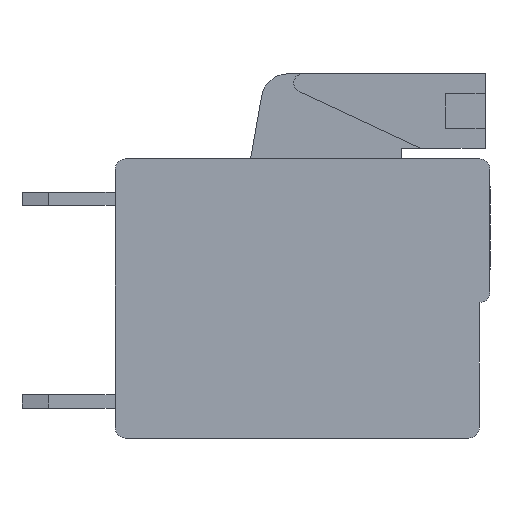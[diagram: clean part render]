
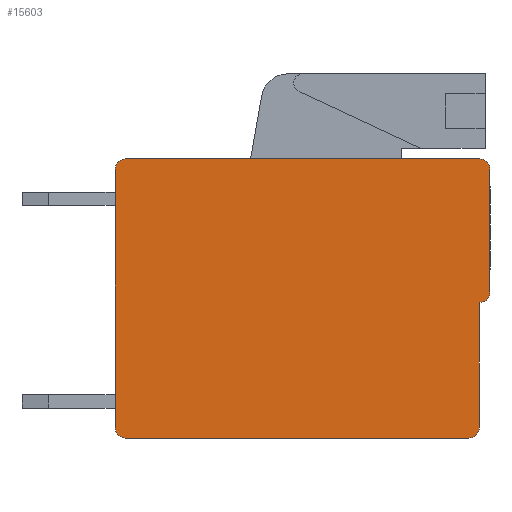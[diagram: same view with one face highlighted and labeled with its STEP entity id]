
A CAD part, front view. The second image highlights one B-rep face of the part: STEP entity #15603.
In plain terms, the highlighted planar face has unit normal (0, -1, 0).
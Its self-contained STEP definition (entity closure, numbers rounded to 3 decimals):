
#287=DIRECTION('',(-1.,0.,0.));
#288=VECTOR('',#287,13.3);
#289=CARTESIAN_POINT('',(13.7,-60.96,
0.));
#290=LINE('',#289,#288);
#2961=DIRECTION('',(0.,0.,1.));
#2962=VECTOR('',#2961,4.6);
#2963=CARTESIAN_POINT('',(14.1,-60.96,-5.));
#2964=LINE('',#2963,#2962);
#3577=DIRECTION('',(0.,0.,1.));
#3578=VECTOR('',#3577,4.7);
#3579=CARTESIAN_POINT('',(13.7,-60.96,-10.1));
#3580=LINE('',#3579,#3578);
#3585=DIRECTION('',(1.,0.,0.));
#3586=VECTOR('',#3585,12.9);
#3587=CARTESIAN_POINT('',(0.4,-60.96,
-10.5));
#3588=LINE('',#3587,#3586);
#4029=DIRECTION('',(0.,0.,-1.));
#4030=VECTOR('',#4029,9.7);
#4031=CARTESIAN_POINT('',(0.,-60.96,
-0.4));
#4032=LINE('',#4031,#4030);
#5385=CARTESIAN_POINT('',(0.4,-60.96,
-10.1));
#5386=DIRECTION('',(0.,1.,0.));
#5387=DIRECTION('',(0.,0.,-1.));
#5388=AXIS2_PLACEMENT_3D('',#5385,#5386,#5387);
#5390=CARTESIAN_POINT('',(0.4,-60.96,
-0.4));
#5391=DIRECTION('',(0.,1.,0.));
#5392=DIRECTION('',(-1.,0.,0.));
#5393=AXIS2_PLACEMENT_3D('',#5390,#5391,#5392);
#5395=CARTESIAN_POINT('',(13.7,-60.96,-0.4));
#5396=DIRECTION('',(0.,1.,0.));
#5397=DIRECTION('',(0.,0.,1.));
#5398=AXIS2_PLACEMENT_3D('',#5395,#5396,#5397);
#5400=CARTESIAN_POINT('',(13.7,-60.96,-5.));
#5401=DIRECTION('',(0.,1.,0.));
#5402=DIRECTION('',(1.,0.,0.));
#5403=AXIS2_PLACEMENT_3D('',#5400,#5401,#5402);
#5405=CARTESIAN_POINT('',(13.3,-60.96,-10.1));
#5406=DIRECTION('',(0.,1.,0.));
#5407=DIRECTION('',(1.,0.,0.));
#5408=AXIS2_PLACEMENT_3D('',#5405,#5406,#5407);
#7315=CARTESIAN_POINT('',(13.7,-60.96,
0.));
#7316=CARTESIAN_POINT('',(0.4,-60.96,
0.));
#7317=VERTEX_POINT('',#7315);
#7318=VERTEX_POINT('',#7316);
#7319=CARTESIAN_POINT('',(0.,-60.96,
-0.4));
#7320=CARTESIAN_POINT('',(0.,-60.96,
-10.1));
#7321=VERTEX_POINT('',#7319);
#7322=VERTEX_POINT('',#7320);
#7339=CARTESIAN_POINT('',(0.4,-60.96,
-10.5));
#7340=VERTEX_POINT('',#7339);
#7341=CARTESIAN_POINT('',(14.1,-60.96,-0.4));
#7342=VERTEX_POINT('',#7341);
#7343=CARTESIAN_POINT('',(14.1,-60.96,-5.));
#7344=VERTEX_POINT('',#7343);
#7345=CARTESIAN_POINT('',(13.7,-60.96,-5.4));
#7346=VERTEX_POINT('',#7345);
#7347=CARTESIAN_POINT('',(13.7,-60.96,-10.1));
#7348=VERTEX_POINT('',#7347);
#7349=CARTESIAN_POINT('',(13.3,-60.96,
-10.5));
#7350=VERTEX_POINT('',#7349);
#15586=CARTESIAN_POINT('',(7.05,-60.96,-5.25));
#15587=DIRECTION('',(0.,1.,0.));
#15588=DIRECTION('',(1.,0.,0.));
#15589=AXIS2_PLACEMENT_3D('',#15586,#15587,#15588);
#15590=PLANE('',#15589);
#15591=ORIENTED_EDGE('',*,*,#12849,.T.);
#15592=ORIENTED_EDGE('',*,*,#12876,.F.);
#15593=ORIENTED_EDGE('',*,*,#15578,.T.);
#15594=ORIENTED_EDGE('',*,*,#7595,.F.);
#15595=ORIENTED_EDGE('',*,*,#11271,.T.);
#15596=ORIENTED_EDGE('',*,*,#11286,.F.);
#15597=ORIENTED_EDGE('',*,*,#12765,.T.);
#15598=ORIENTED_EDGE('',*,*,#12780,.F.);
#15599=ORIENTED_EDGE('',*,*,#12795,.T.);
#15600=ORIENTED_EDGE('',*,*,#12812,.F.);
#15601=EDGE_LOOP('',(#15591,#15592,#15593,#15594,#15595,#15596,#15597,#15598,
#15599,#15600));
#15602=FACE_OUTER_BOUND('',#15601,.F.);
#5389=CIRCLE('',#5388,0.4);
#5394=CIRCLE('',#5393,0.4);
#5399=CIRCLE('',#5398,0.4);
#5404=CIRCLE('',#5403,0.4);
#5409=CIRCLE('',#5408,0.4);
#7595=EDGE_CURVE('',#7317,#7318,#290,.T.);
#11271=EDGE_CURVE('',#7317,#7342,#5399,.T.);
#11286=EDGE_CURVE('',#7344,#7342,#2964,.T.);
#12765=EDGE_CURVE('',#7344,#7346,#5404,.T.);
#12780=EDGE_CURVE('',#7348,#7346,#3580,.T.);
#12795=EDGE_CURVE('',#7348,#7350,#5409,.T.);
#12812=EDGE_CURVE('',#7340,#7350,#3588,.T.);
#12849=EDGE_CURVE('',#7340,#7322,#5389,.T.);
#12876=EDGE_CURVE('',#7321,#7322,#4032,.T.);
#15578=EDGE_CURVE('',#7321,#7318,#5394,.T.);
#15603=ADVANCED_FACE('',(#15602),#15590,.F.);
